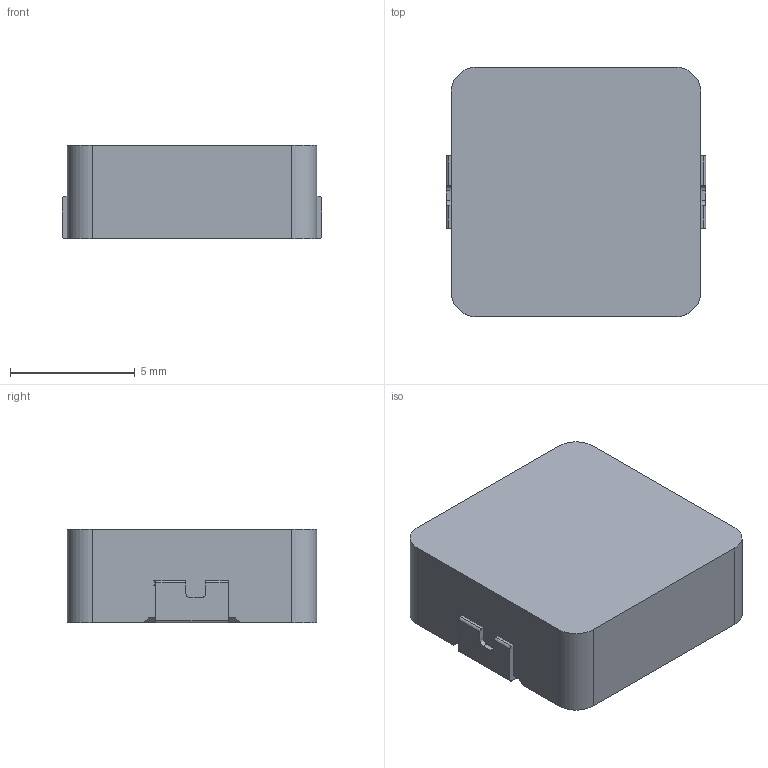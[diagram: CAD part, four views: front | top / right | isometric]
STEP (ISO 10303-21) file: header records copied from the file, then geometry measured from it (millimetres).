
FILE_DESCRIPTION(/* description */ (''),/* implementation_level */ '2;1');
FILE_NAME(/* name */ 'TMPC1004H-Series',/* time_stamp */ '2014-01-20T14:45:58+08:00',/* author */ (''),/* organization */ (''),/* preprocessor_version */ 'ST-DEVELOPER v9',/* originating_system */ 'UGS - NX 4.0',/* authorisation */ '');
FILE_SCHEMA (('CONFIG_CONTROL_DESIGN'));
Length unit declared in the file: millimetre
Products named in the file (1): Admi867Eoqhh
Bounding box: 10.4 x 10 x 3.75 mm (x, y, z)
Surface area: 551.2 mm2
Topology: 4 solids, 4 shells, 98 faces, 265 edges, 173 vertices
Faces by surface type: plane 58, cylinder 34, bspline 6
Entity records: 4046 total; most frequent: CARTESIAN_POINT 1522, ORIENTED_EDGE 508, DIRECTION 508, EDGE_CURVE 254, LINE 180, VECTOR 180, VERTEX_POINT 170, AXIS2_PLACEMENT_3D 164
